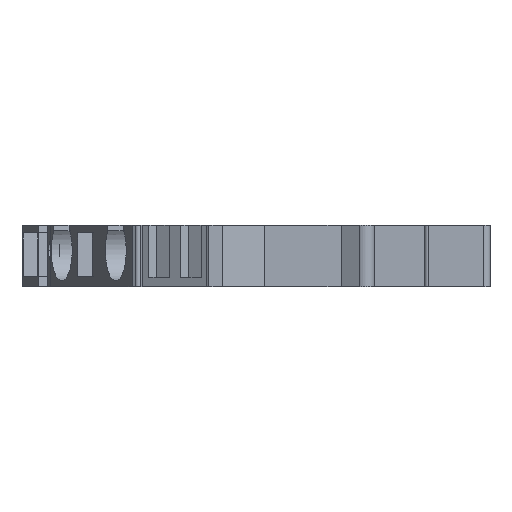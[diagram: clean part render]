
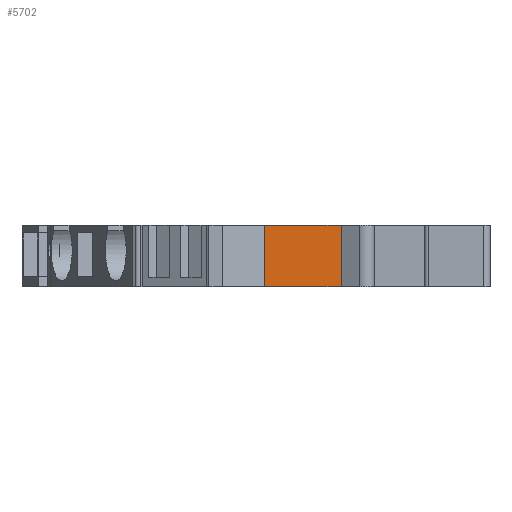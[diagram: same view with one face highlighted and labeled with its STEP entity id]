
A CAD part, left-side view. The second image highlights one B-rep face of the part: STEP entity #5702.
In plain terms, the highlighted planar face has unit normal (-1, 0, 0).
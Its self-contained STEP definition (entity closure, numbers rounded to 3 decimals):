
#459=DIRECTION('',(0.,1.,0.));
#460=VECTOR('',#459,6.314);
#461=CARTESIAN_POINT('',(-39.8,5.446,0.));
#462=LINE('',#461,#460);
#1091=DIRECTION('',(0.,1.,0.));
#1092=VECTOR('',#1091,6.314);
#1093=CARTESIAN_POINT('',(-39.8,5.446,-5.1));
#1094=LINE('',#1093,#1092);
#2029=DIRECTION('',(0.,0.,1.));
#2030=VECTOR('',#2029,5.1);
#2031=CARTESIAN_POINT('',(-39.8,5.446,-5.1));
#2032=LINE('',#2031,#2030);
#2033=DIRECTION('',(0.,0.,-1.));
#2034=VECTOR('',#2033,5.1);
#2035=CARTESIAN_POINT('',(-39.8,11.76,0.));
#2036=LINE('',#2035,#2034);
#2413=CARTESIAN_POINT('',(-39.8,11.76,0.));
#2415=VERTEX_POINT('',#2413);
#2417=CARTESIAN_POINT('',(-39.8,11.76,-5.1));
#2418=VERTEX_POINT('',#2417);
#2577=CARTESIAN_POINT('',(-39.8,5.446,-5.1));
#2578=CARTESIAN_POINT('',(-39.8,5.446,0.));
#2579=VERTEX_POINT('',#2577);
#2580=VERTEX_POINT('',#2578);
#5690=CARTESIAN_POINT('',(-39.8,0.,0.));
#5691=DIRECTION('',(1.,0.,0.));
#5692=DIRECTION('',(0.,1.,0.));
#5693=AXIS2_PLACEMENT_3D('',#5690,#5691,#5692);
#5694=PLANE('',#5693);
#5695=ORIENTED_EDGE('',*,*,#5682,.F.);
#5696=ORIENTED_EDGE('',*,*,#4082,.T.);
#5698=ORIENTED_EDGE('',*,*,#5697,.F.);
#5699=ORIENTED_EDGE('',*,*,#3346,.F.);
#5700=EDGE_LOOP('',(#5695,#5696,#5698,#5699));
#5701=FACE_OUTER_BOUND('',#5700,.F.);
#5702=ADVANCED_FACE('',(#5701),#5694,.F.);
#3346=EDGE_CURVE('',#2580,#2415,#462,.T.);
#4082=EDGE_CURVE('',#2579,#2418,#1094,.T.);
#5682=EDGE_CURVE('',#2579,#2580,#2032,.T.);
#5697=EDGE_CURVE('',#2415,#2418,#2036,.T.);
